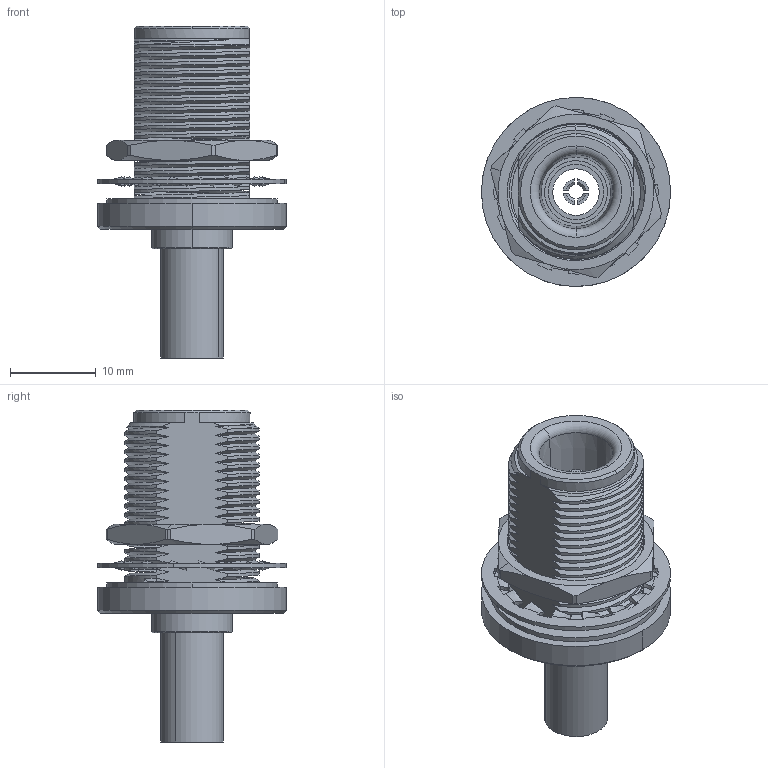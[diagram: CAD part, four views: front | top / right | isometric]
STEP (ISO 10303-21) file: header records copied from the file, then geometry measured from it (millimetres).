
FILE_DESCRIPTION (( 'STEP AP214' ), '1' );
FILE_NAME ('25-255-B3-AK.STEP', '2025-02-27T11:01:30', ( '' ), ( '' ), 'SwSTEP 2.0', 'SolidWorks 2024', '' );
FILE_SCHEMA (( 'AUTOMOTIVE_DESIGN' ));
Products named in the file (1): 25-255-B3-AK
Bounding box: 22 x 22 x 38.62 mm (x, y, z)
Surface area: 4066.8 mm2 (no closed solid volume)
Topology: 0 solids, 11 shells, 305 faces, 1331 edges, 1003 vertices
Faces by surface type: bspline 126, cylinder 77, plane 62, cone 36, torus 4
Entity records: 55641 total; most frequent: CARTESIAN_POINT 46911, ORIENTED_EDGE 2082, EDGE_CURVE 1331, DIRECTION 1183, VERTEX_POINT 1003, B_SPLINE_CURVE_WITH_KNOTS 651, AXIS2_PLACEMENT_3D 458, EDGE_LOOP 318
